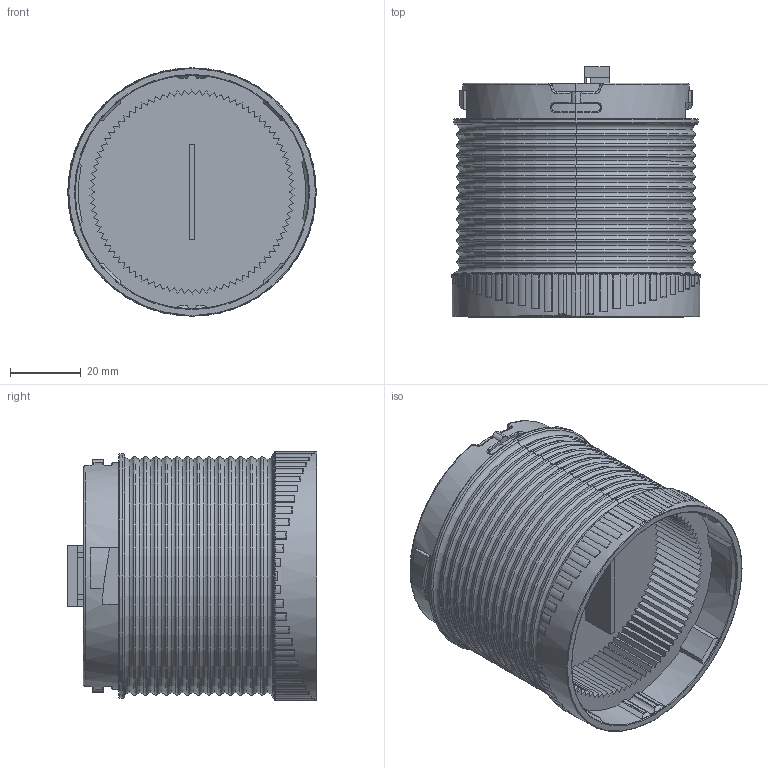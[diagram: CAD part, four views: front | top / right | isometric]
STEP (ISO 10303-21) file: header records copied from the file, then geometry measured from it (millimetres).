
FILE_DESCRIPTION (( 'STEP AP203' ), '1' );
FILE_NAME ('TLM Beacon Module.STEP', '2025-04-04T08:41:02', ( '' ), ( '' ), 'SwSTEP 2.0', 'SolidWorks 2025', '' );
FILE_SCHEMA (( 'CONFIG_CONTROL_DESIGN' ));
Products named in the file (1): TLM Beacon Module
Bounding box: 70.3 x 70.6 x 70.3 mm (x, y, z)
Volume: 146293.7 mm3; surface area: 42264.9 mm2
Topology: 4 solids, 8 shells, 1349 faces, 3603 edges, 2160 vertices
Faces by surface type: plane 471, cylinder 424, torus 287, bspline 141, cone 26
Entity records: 48404 total; most frequent: CARTESIAN_POINT 16169, ORIENTED_EDGE 6978, DIRECTION 6569, EDGE_CURVE 3489, AXIS2_PLACEMENT_3D 2400, VERTEX_POINT 2160, VECTOR 1769, LINE 1769
